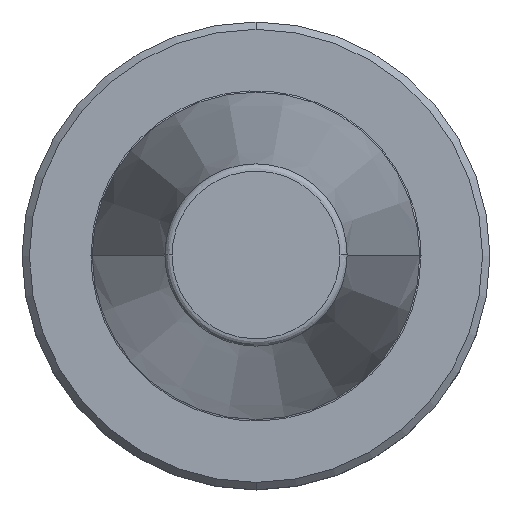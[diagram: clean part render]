
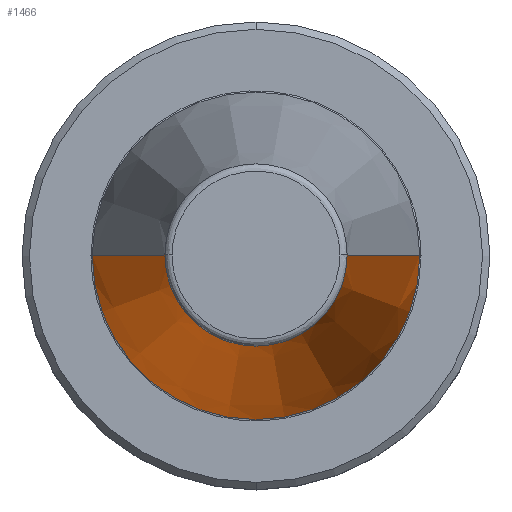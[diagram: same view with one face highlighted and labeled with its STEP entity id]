
A CAD part, top view. The second image highlights one B-rep face of the part: STEP entity #1466.
In plain terms, the highlighted conical face has half-angle 8.297 degrees and reference radius 22.225 mm.
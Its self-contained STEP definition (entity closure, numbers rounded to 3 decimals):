
#1 = CARTESIAN_POINT ( 'NONE',  ( 0., 0., 0. ) ) ;
#111 = DIRECTION ( 'NONE',  ( 0., 0., 1. ) ) ;
#157 = VERTEX_POINT ( 'NONE', #906 ) ;
#161 = DIRECTION ( 'NONE',  ( 0., 0., -1. ) ) ;
#226 = DIRECTION ( 'NONE',  ( 0.144, 0., -0.99 ) ) ;
#352 = DIRECTION ( 'NONE',  ( 0., 0., -1. ) ) ;
#391 = CARTESIAN_POINT ( 'NONE',  ( 22.225, 0., 0. ) ) ;
#434 = LINE ( 'NONE', #1650, #1170 ) ;
#481 = CARTESIAN_POINT ( 'NONE',  ( 0., 0., 0. ) ) ;
#505 = DIRECTION ( 'NONE',  ( -1., 0., 0. ) ) ;
#548 = EDGE_LOOP ( 'NONE', ( #1548, #1449, #1508, #1765 ) ) ;
#644 = AXIS2_PLACEMENT_3D ( 'NONE', #1230, #352, #1362 ) ;
#669 = AXIS2_PLACEMENT_3D ( 'NONE', #1, #111, #1165 ) ;
#678 = VECTOR ( 'NONE', #1615, 1000. ) ;
#802 = EDGE_CURVE ( 'NONE', #937, #1673, #995, .T. ) ;
#872 = EDGE_CURVE ( 'NONE', #1453, #937, #1064, .T. ) ;
#906 = CARTESIAN_POINT ( 'NONE',  ( 12.375, 0., 67.544 ) ) ;
#915 = EDGE_CURVE ( 'NONE', #157, #1453, #1384, .T. ) ;
#937 = VERTEX_POINT ( 'NONE', #1235 ) ;
#995 = CIRCLE ( 'NONE', #669, 22.225 ) ;
#1055 = EDGE_CURVE ( 'NONE', #157, #1673, #434, .T. ) ;
#1064 = LINE ( 'NONE', #1343, #678 ) ;
#1165 = DIRECTION ( 'NONE',  ( -1., 0., 0. ) ) ;
#1170 = VECTOR ( 'NONE', #226, 1000. ) ;
#1230 = CARTESIAN_POINT ( 'NONE',  ( 0., 0., 67.544 ) ) ;
#1235 = CARTESIAN_POINT ( 'NONE',  ( -22.225, 0., 0. ) ) ;
#1295 = CONICAL_SURFACE ( 'NONE', #1581, 22.225, 0.145 ) ;
#1335 = FACE_OUTER_BOUND ( 'NONE', #548, .T. ) ;
#1343 = CARTESIAN_POINT ( 'NONE',  ( -22.225, 0., 0. ) ) ;
#1362 = DIRECTION ( 'NONE',  ( -1., 0., 0. ) ) ;
#1384 = CIRCLE ( 'NONE', #644, 12.375 ) ;
#1449 = ORIENTED_EDGE ( 'NONE', *, *, #915, .T. ) ;
#1453 = VERTEX_POINT ( 'NONE', #1594 ) ;
#1466 = ADVANCED_FACE ( 'NONE', ( #1335 ), #1295, .T. ) ;
#1508 = ORIENTED_EDGE ( 'NONE', *, *, #872, .T. ) ;
#1548 = ORIENTED_EDGE ( 'NONE', *, *, #1055, .F. ) ;
#1581 = AXIS2_PLACEMENT_3D ( 'NONE', #481, #161, #505 ) ;
#1594 = CARTESIAN_POINT ( 'NONE',  ( -12.375, 0., 67.544 ) ) ;
#1615 = DIRECTION ( 'NONE',  ( -0.144, 0., -0.99 ) ) ;
#1650 = CARTESIAN_POINT ( 'NONE',  ( 22.225, 0., 0. ) ) ;
#1673 = VERTEX_POINT ( 'NONE', #391 ) ;
#1765 = ORIENTED_EDGE ( 'NONE', *, *, #802, .T. ) ;
